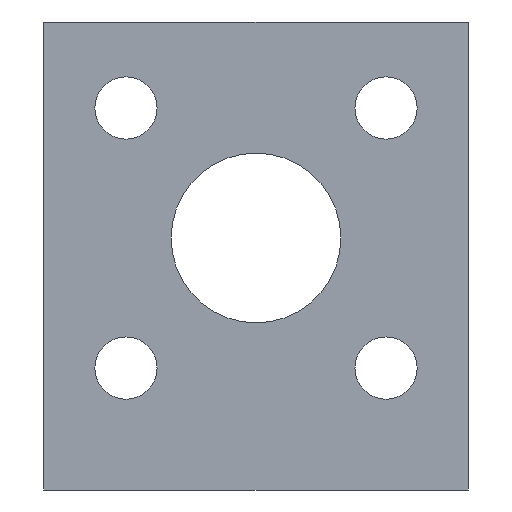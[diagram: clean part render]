
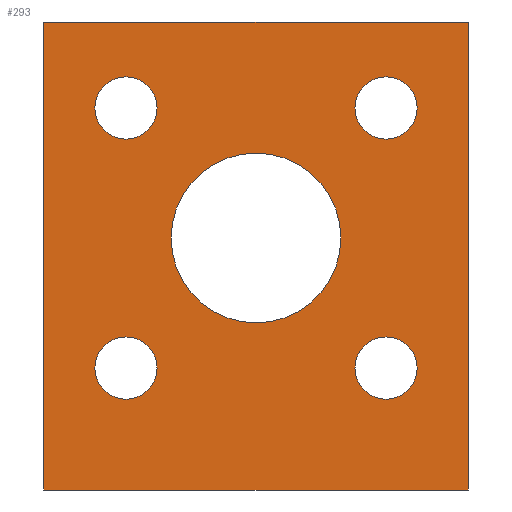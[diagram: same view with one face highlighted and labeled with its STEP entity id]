
A CAD part, left-side view. The second image highlights one B-rep face of the part: STEP entity #293.
In plain terms, the highlighted planar face has unit normal (-1, 0, 0).
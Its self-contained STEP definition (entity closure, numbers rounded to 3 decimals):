
#111=CARTESIAN_POINT('Vertex',(0.,75.,-89.05)) ;
#114=CARTESIAN_POINT('Line Origine',(0.,75.,-6.35)) ;
#118=CARTESIAN_POINT('Vertex',(0.,75.,76.35)) ;
#173=CARTESIAN_POINT('Axis2P3D Location',(0.,0.,-89.05)) ;
#178=CARTESIAN_POINT('Line Origine',(0.,0.,-89.05)) ;
#182=CARTESIAN_POINT('Vertex',(0.,-75.,-89.05)) ;
#185=CARTESIAN_POINT('Line Origine',(0.,-75.,-6.35)) ;
#189=CARTESIAN_POINT('Vertex',(0.,-75.,76.35)) ;
#192=CARTESIAN_POINT('Line Origine',(0.,0.,76.35)) ;
#203=CARTESIAN_POINT('Axis2P3D Location',(0.,0.,0.)) ;
#207=CARTESIAN_POINT('Vertex',(0.,30.,0.)) ;
#209=CARTESIAN_POINT('Vertex',(0.,-30.,0.)) ;
#212=CARTESIAN_POINT('Axis2P3D Location',(0.,0.,0.)) ;
#221=CARTESIAN_POINT('Axis2P3D Location',(0.,-45.962,45.962)) ;
#225=CARTESIAN_POINT('Vertex',(0.,-34.962,45.962)) ;
#227=CARTESIAN_POINT('Vertex',(0.,-56.962,45.962)) ;
#230=CARTESIAN_POINT('Axis2P3D Location',(0.,-45.962,45.962)) ;
#239=CARTESIAN_POINT('Axis2P3D Location',(0.,45.962,45.962)) ;
#243=CARTESIAN_POINT('Vertex',(0.,34.962,45.962)) ;
#245=CARTESIAN_POINT('Vertex',(0.,56.962,45.962)) ;
#248=CARTESIAN_POINT('Axis2P3D Location',(0.,45.962,45.962)) ;
#257=CARTESIAN_POINT('Axis2P3D Location',(0.,-45.962,-45.962)) ;
#261=CARTESIAN_POINT('Vertex',(0.,-34.962,-45.962)) ;
#263=CARTESIAN_POINT('Vertex',(0.,-56.962,-45.962)) ;
#266=CARTESIAN_POINT('Axis2P3D Location',(0.,-45.962,-45.962)) ;
#275=CARTESIAN_POINT('Axis2P3D Location',(0.,45.962,-45.962)) ;
#279=CARTESIAN_POINT('Vertex',(0.,34.962,-45.962)) ;
#281=CARTESIAN_POINT('Vertex',(0.,56.962,-45.962)) ;
#284=CARTESIAN_POINT('Axis2P3D Location',(0.,45.962,-45.962)) ;
#115=DIRECTION('Vector Direction',(0.,0.,1.)) ;
#174=DIRECTION('Axis2P3D Direction',(-1.,0.,0.)) ;
#175=DIRECTION('Axis2P3D XDirection',(0.,0.,1.)) ;
#179=DIRECTION('Vector Direction',(0.,1.,0.)) ;
#186=DIRECTION('Vector Direction',(0.,0.,1.)) ;
#193=DIRECTION('Vector Direction',(0.,1.,0.)) ;
#204=DIRECTION('Axis2P3D Direction',(-1.,0.,0.)) ;
#213=DIRECTION('Axis2P3D Direction',(-1.,0.,0.)) ;
#222=DIRECTION('Axis2P3D Direction',(-1.,0.,0.)) ;
#231=DIRECTION('Axis2P3D Direction',(-1.,0.,0.)) ;
#240=DIRECTION('Axis2P3D Direction',(-1.,0.,0.)) ;
#249=DIRECTION('Axis2P3D Direction',(-1.,0.,0.)) ;
#258=DIRECTION('Axis2P3D Direction',(-1.,0.,0.)) ;
#267=DIRECTION('Axis2P3D Direction',(-1.,0.,0.)) ;
#276=DIRECTION('Axis2P3D Direction',(-1.,0.,0.)) ;
#285=DIRECTION('Axis2P3D Direction',(-1.,0.,0.)) ;
#176=AXIS2_PLACEMENT_3D('Plane Axis2P3D',#173,#174,#175) ;
#205=AXIS2_PLACEMENT_3D('Circle Axis2P3D',#203,#204,$) ;
#214=AXIS2_PLACEMENT_3D('Circle Axis2P3D',#212,#213,$) ;
#223=AXIS2_PLACEMENT_3D('Circle Axis2P3D',#221,#222,$) ;
#232=AXIS2_PLACEMENT_3D('Circle Axis2P3D',#230,#231,$) ;
#241=AXIS2_PLACEMENT_3D('Circle Axis2P3D',#239,#240,$) ;
#250=AXIS2_PLACEMENT_3D('Circle Axis2P3D',#248,#249,$) ;
#259=AXIS2_PLACEMENT_3D('Circle Axis2P3D',#257,#258,$) ;
#268=AXIS2_PLACEMENT_3D('Circle Axis2P3D',#266,#267,$) ;
#277=AXIS2_PLACEMENT_3D('Circle Axis2P3D',#275,#276,$) ;
#286=AXIS2_PLACEMENT_3D('Circle Axis2P3D',#284,#285,$) ;
#198=ORIENTED_EDGE('',*,*,#184,.F.) ;
#199=ORIENTED_EDGE('',*,*,#191,.T.) ;
#200=ORIENTED_EDGE('',*,*,#196,.T.) ;
#201=ORIENTED_EDGE('',*,*,#120,.F.) ;
#218=ORIENTED_EDGE('',*,*,#211,.T.) ;
#219=ORIENTED_EDGE('',*,*,#216,.T.) ;
#236=ORIENTED_EDGE('',*,*,#229,.T.) ;
#237=ORIENTED_EDGE('',*,*,#234,.T.) ;
#254=ORIENTED_EDGE('',*,*,#247,.T.) ;
#255=ORIENTED_EDGE('',*,*,#252,.T.) ;
#272=ORIENTED_EDGE('',*,*,#265,.T.) ;
#273=ORIENTED_EDGE('',*,*,#270,.T.) ;
#290=ORIENTED_EDGE('',*,*,#283,.T.) ;
#291=ORIENTED_EDGE('',*,*,#288,.T.) ;
#220=FACE_BOUND('',#217,.T.) ;
#238=FACE_BOUND('',#235,.T.) ;
#256=FACE_BOUND('',#253,.T.) ;
#274=FACE_BOUND('',#271,.T.) ;
#292=FACE_BOUND('',#289,.T.) ;
#116=VECTOR('Line Direction',#115,1.) ;
#180=VECTOR('Line Direction',#179,1.) ;
#187=VECTOR('Line Direction',#186,1.) ;
#194=VECTOR('Line Direction',#193,1.) ;
#293=ADVANCED_FACE('PartBody',(#202,#220,#238,#256,#274,#292),#177,.T.) ;
#206=CIRCLE('generated circle',#205,30.) ;
#215=CIRCLE('generated circle',#214,30.) ;
#224=CIRCLE('generated circle',#223,11.) ;
#233=CIRCLE('generated circle',#232,11.) ;
#242=CIRCLE('generated circle',#241,11.) ;
#251=CIRCLE('generated circle',#250,11.) ;
#260=CIRCLE('generated circle',#259,11.) ;
#269=CIRCLE('generated circle',#268,11.) ;
#278=CIRCLE('generated circle',#277,11.) ;
#287=CIRCLE('generated circle',#286,11.) ;
#120=EDGE_CURVE('',#112,#119,#117,.T.) ;
#184=EDGE_CURVE('',#183,#112,#181,.T.) ;
#191=EDGE_CURVE('',#183,#190,#188,.T.) ;
#196=EDGE_CURVE('',#190,#119,#195,.T.) ;
#211=EDGE_CURVE('',#208,#210,#206,.F.) ;
#216=EDGE_CURVE('',#210,#208,#215,.F.) ;
#229=EDGE_CURVE('',#226,#228,#224,.F.) ;
#234=EDGE_CURVE('',#228,#226,#233,.F.) ;
#247=EDGE_CURVE('',#244,#246,#242,.F.) ;
#252=EDGE_CURVE('',#246,#244,#251,.F.) ;
#265=EDGE_CURVE('',#262,#264,#260,.F.) ;
#270=EDGE_CURVE('',#264,#262,#269,.F.) ;
#283=EDGE_CURVE('',#280,#282,#278,.F.) ;
#288=EDGE_CURVE('',#282,#280,#287,.F.) ;
#197=EDGE_LOOP('',(#198,#199,#200,#201)) ;
#217=EDGE_LOOP('',(#218,#219)) ;
#235=EDGE_LOOP('',(#236,#237)) ;
#253=EDGE_LOOP('',(#254,#255)) ;
#271=EDGE_LOOP('',(#272,#273)) ;
#289=EDGE_LOOP('',(#290,#291)) ;
#202=FACE_OUTER_BOUND('',#197,.T.) ;
#117=LINE('Line',#114,#116) ;
#181=LINE('Line',#178,#180) ;
#188=LINE('Line',#185,#187) ;
#195=LINE('Line',#192,#194) ;
#177=PLANE('',#176) ;
#112=VERTEX_POINT('',#111) ;
#119=VERTEX_POINT('',#118) ;
#183=VERTEX_POINT('',#182) ;
#190=VERTEX_POINT('',#189) ;
#208=VERTEX_POINT('',#207) ;
#210=VERTEX_POINT('',#209) ;
#226=VERTEX_POINT('',#225) ;
#228=VERTEX_POINT('',#227) ;
#244=VERTEX_POINT('',#243) ;
#246=VERTEX_POINT('',#245) ;
#262=VERTEX_POINT('',#261) ;
#264=VERTEX_POINT('',#263) ;
#280=VERTEX_POINT('',#279) ;
#282=VERTEX_POINT('',#281) ;
